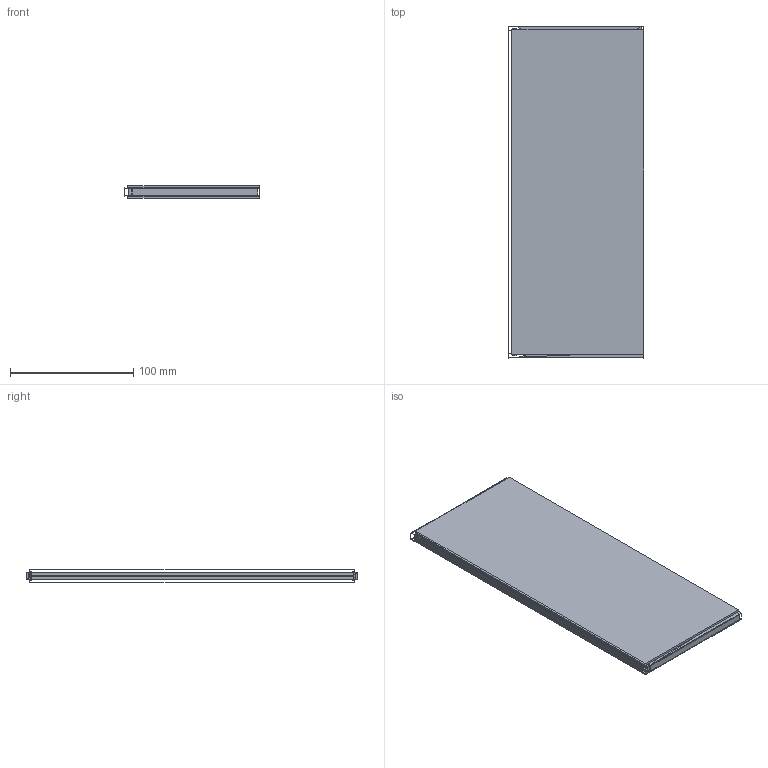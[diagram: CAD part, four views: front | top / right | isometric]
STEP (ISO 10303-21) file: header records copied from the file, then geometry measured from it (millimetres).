
FILE_DESCRIPTION(('FreeCAD Model'),'2;1');
FILE_NAME('Open CASCADE Shape Model','2026-02-05T12:04:05',('FreeCAD'),( 'FreeCAD'),'Open CASCADE STEP processor 7.6','FreeCAD','Unknown');
FILE_SCHEMA(('AUTOMOTIVE_DESIGN { 1 0 10303 214 1 1 1 1 }'));
Length unit declared in the file: millimetre
Products named in the file (1): Open CASCADE STEP translator 7.6 1
Bounding box: 110.2 x 269.9 x 10.2 mm (x, y, z)
Surface area: 96549.8 mm2 (no closed solid volume)
Topology: 0 solids, 310 shells, 310 faces, 1191 edges, 1188 vertices
Faces by surface type: plane 310
Entity records: 20966 total; most frequent: CARTESIAN_POINT 3882, DIRECTION 2999, LINE 2383, VECTOR 2383, ORIENTED_EDGE 1193, EDGE_CURVE 1193, SURFACE_CURVE 1193, PCURVE 1193
